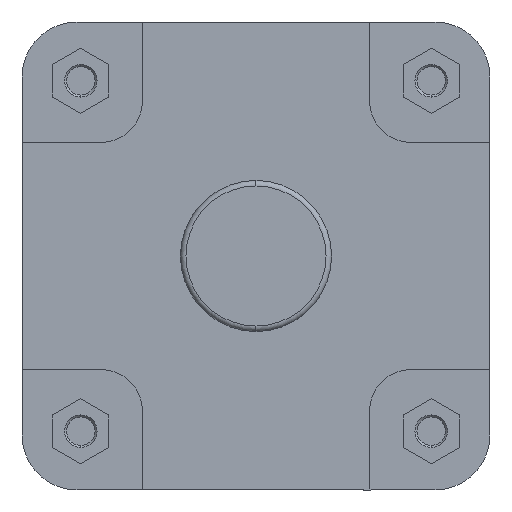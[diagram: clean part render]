
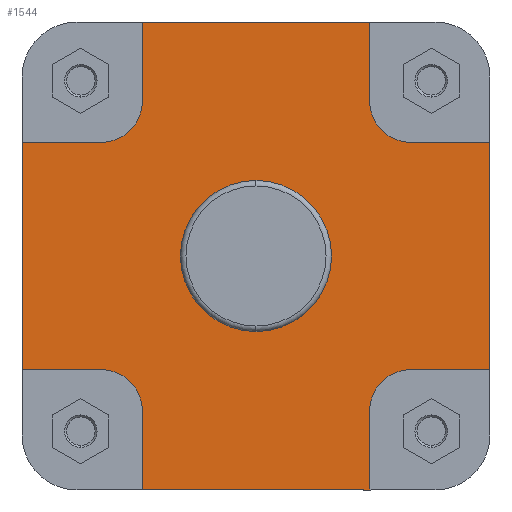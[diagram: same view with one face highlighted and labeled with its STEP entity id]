
A CAD part, left-side view. The second image highlights one B-rep face of the part: STEP entity #1544.
In plain terms, the highlighted planar face has unit normal (-1, 0, 0).
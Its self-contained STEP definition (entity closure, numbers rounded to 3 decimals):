
#14 = VERTEX_POINT ( 'NONE', #4934 ) ;
#29 = VERTEX_POINT ( 'NONE', #4949 ) ;
#82 = VERTEX_POINT ( 'NONE', #5002 ) ;
#83 = VERTEX_POINT ( 'NONE', #5003 ) ;
#84 = VERTEX_POINT ( 'NONE', #5004 ) ;
#85 = VERTEX_POINT ( 'NONE', #5005 ) ;
#86 = VERTEX_POINT ( 'NONE', #5006 ) ;
#87 = VERTEX_POINT ( 'NONE', #5007 ) ;
#88 = VERTEX_POINT ( 'NONE', #5008 ) ;
#90 = VERTEX_POINT ( 'NONE', #5010 ) ;
#92 = VERTEX_POINT ( 'NONE', #5012 ) ;
#93 = VERTEX_POINT ( 'NONE', #5013 ) ;
#423 = CIRCLE ( 'NONE', #2795, 54.9 ) ;
#557 = CIRCLE ( 'NONE', #2832, 54.9 ) ;
#927 = CARTESIAN_POINT ( 'NONE',  ( 16., 0., -54.9 ) ) ;
#945 = CARTESIAN_POINT ( 'NONE',  ( 16., -112.5, -82.5 ) ) ;
#946 = CARTESIAN_POINT ( 'NONE',  ( 16., -82.5, -112.5 ) ) ;
#1163 = CARTESIAN_POINT ( 'NONE',  ( 16., -170., 82.5 ) ) ;
#1164 = CARTESIAN_POINT ( 'NONE',  ( 16., -112.5, 82.5 ) ) ;
#1165 = CARTESIAN_POINT ( 'NONE',  ( 16., -170., -82.5 ) ) ;
#1355 = EDGE_CURVE ( 'NONE', #4700, #4701, #3986, .T. ) ;
#1356 = EDGE_CURVE ( 'NONE', #4920, #4700, #3985, .T. ) ;
#1357 = EDGE_CURVE ( 'NONE', #14, #92, #3981, .T. ) ;
#1358 = EDGE_CURVE ( 'NONE', #4701, #92, #3974, .T. ) ;
#1359 = EDGE_CURVE ( 'NONE', #4920, #4918, #3983, .T. ) ;
#1360 = EDGE_CURVE ( 'NONE', #4919, #4918, #3992, .T. ) ;
#1361 = EDGE_CURVE ( 'NONE', #82, #4919, #3996, .T. ) ;
#1362 = EDGE_CURVE ( 'NONE', #85, #82, #3995, .T. ) ;
#1363 = EDGE_CURVE ( 'NONE', #86, #85, #3994, .T. ) ;
#1364 = EDGE_CURVE ( 'NONE', #93, #86, #3999, .T. ) ;
#1365 = EDGE_CURVE ( 'NONE', #90, #93, #4003, .T. ) ;
#1366 = EDGE_CURVE ( 'NONE', #87, #90, #4002, .T. ) ;
#1367 = EDGE_CURVE ( 'NONE', #88, #87, #4001, .T. ) ;
#1368 = EDGE_CURVE ( 'NONE', #83, #88, #4006, .T. ) ;
#1369 = EDGE_CURVE ( 'NONE', #84, #83, #4010, .T. ) ;
#1370 = EDGE_CURVE ( 'NONE', #14, #84, #4009, .T. ) ;
#1544 = ADVANCED_FACE ( 'NONE', ( #4333, #4331 ), #5577, .F. ) ;
#2402 = EDGE_CURVE ( 'NONE', #29, #4682, #423, .T. ) ;
#2488 = EDGE_CURVE ( 'NONE', #4682, #29, #557, .T. ) ;
#2508 = AXIS2_PLACEMENT_3D ( 'NONE', #5081, #5088, #5089 ) ;
#2510 = AXIS2_PLACEMENT_3D ( 'NONE', #5100, #5101, #5102 ) ;
#2512 = AXIS2_PLACEMENT_3D ( 'NONE', #5109, #5110, #5111 ) ;
#2513 = AXIS2_PLACEMENT_3D ( 'NONE', #5118, #5119, #5120 ) ;
#2593 = AXIS2_PLACEMENT_3D ( 'NONE', #5568, #5578, #5579 ) ;
#2795 = AXIS2_PLACEMENT_3D ( 'NONE', #6612, #6621, #6622 ) ;
#2832 = AXIS2_PLACEMENT_3D ( 'NONE', #6824, #6832, #6833 ) ;
#3277 = EDGE_LOOP ( 'NONE', ( #3752, #3751, #3750, #3748, #3747, #3746, #3745, #3744, #3743, #3742, #3741, #3740, #3739, #3738, #3737, #3736 ) ) ;
#3509 = EDGE_LOOP ( 'NONE', ( #3754, #3753 ) ) ;
#3736 = ORIENTED_EDGE ( 'NONE', *, *, #1370, .F. ) ;
#3737 = ORIENTED_EDGE ( 'NONE', *, *, #1369, .F. ) ;
#3738 = ORIENTED_EDGE ( 'NONE', *, *, #1368, .F. ) ;
#3739 = ORIENTED_EDGE ( 'NONE', *, *, #1367, .F. ) ;
#3740 = ORIENTED_EDGE ( 'NONE', *, *, #1366, .F. ) ;
#3741 = ORIENTED_EDGE ( 'NONE', *, *, #1365, .F. ) ;
#3742 = ORIENTED_EDGE ( 'NONE', *, *, #1364, .F. ) ;
#3743 = ORIENTED_EDGE ( 'NONE', *, *, #1363, .F. ) ;
#3744 = ORIENTED_EDGE ( 'NONE', *, *, #1362, .F. ) ;
#3745 = ORIENTED_EDGE ( 'NONE', *, *, #1361, .F. ) ;
#3746 = ORIENTED_EDGE ( 'NONE', *, *, #1360, .F. ) ;
#3747 = ORIENTED_EDGE ( 'NONE', *, *, #1359, .T. ) ;
#3748 = ORIENTED_EDGE ( 'NONE', *, *, #1356, .F. ) ;
#3750 = ORIENTED_EDGE ( 'NONE', *, *, #1355, .F. ) ;
#3751 = ORIENTED_EDGE ( 'NONE', *, *, #1358, .F. ) ;
#3752 = ORIENTED_EDGE ( 'NONE', *, *, #1357, .T. ) ;
#3753 = ORIENTED_EDGE ( 'NONE', *, *, #2488, .F. ) ;
#3754 = ORIENTED_EDGE ( 'NONE', *, *, #2402, .F. ) ;
#3974 = LINE ( 'NONE', #5092, #3988 ) ;
#3981 = LINE ( 'NONE', #5090, #3987 ) ;
#3982 = VECTOR ( 'NONE', #5091, 1000. ) ;
#3983 = LINE ( 'NONE', #5094, #3990 ) ;
#3985 = LINE ( 'NONE', #5085, #3982 ) ;
#3986 = CIRCLE ( 'NONE', #2508, 30. ) ;
#3987 = VECTOR ( 'NONE', #5093, 1000. ) ;
#3988 = VECTOR ( 'NONE', #5095, 1000. ) ;
#3990 = VECTOR ( 'NONE', #5096, 1000. ) ;
#3991 = VECTOR ( 'NONE', #5104, 1000. ) ;
#3992 = LINE ( 'NONE', #5098, #3993 ) ;
#3993 = VECTOR ( 'NONE', #5099, 1000. ) ;
#3994 = LINE ( 'NONE', #5103, #3997 ) ;
#3995 = LINE ( 'NONE', #5097, #3991 ) ;
#3996 = CIRCLE ( 'NONE', #2510, 30. ) ;
#3997 = VECTOR ( 'NONE', #5105, 1000. ) ;
#3998 = VECTOR ( 'NONE', #5113, 1000. ) ;
#3999 = LINE ( 'NONE', #5107, #4000 ) ;
#4000 = VECTOR ( 'NONE', #5108, 1000. ) ;
#4001 = LINE ( 'NONE', #5112, #4004 ) ;
#4002 = LINE ( 'NONE', #5106, #3998 ) ;
#4003 = CIRCLE ( 'NONE', #2512, 30. ) ;
#4004 = VECTOR ( 'NONE', #5114, 1000. ) ;
#4005 = VECTOR ( 'NONE', #5123, 1000. ) ;
#4006 = LINE ( 'NONE', #5116, #4007 ) ;
#4007 = VECTOR ( 'NONE', #5117, 1000. ) ;
#4009 = LINE ( 'NONE', #5115, #4005 ) ;
#4010 = CIRCLE ( 'NONE', #2513, 30. ) ;
#4331 = FACE_OUTER_BOUND ( 'NONE', #3277, .T. ) ;
#4333 = FACE_BOUND ( 'NONE', #3509, .T. ) ;
#4682 = VERTEX_POINT ( 'NONE', #927 ) ;
#4700 = VERTEX_POINT ( 'NONE', #945 ) ;
#4701 = VERTEX_POINT ( 'NONE', #946 ) ;
#4918 = VERTEX_POINT ( 'NONE', #1163 ) ;
#4919 = VERTEX_POINT ( 'NONE', #1164 ) ;
#4920 = VERTEX_POINT ( 'NONE', #1165 ) ;
#4934 = CARTESIAN_POINT ( 'NONE',  ( 16., 82.5, -170. ) ) ;
#4949 = CARTESIAN_POINT ( 'NONE',  ( 16., 0., 54.9 ) ) ;
#5002 = CARTESIAN_POINT ( 'NONE',  ( 16., -82.5, 112.5 ) ) ;
#5003 = CARTESIAN_POINT ( 'NONE',  ( 16., 112.5, -82.5 ) ) ;
#5004 = CARTESIAN_POINT ( 'NONE',  ( 16., 82.5, -112.5 ) ) ;
#5005 = CARTESIAN_POINT ( 'NONE',  ( 16., -82.5, 170. ) ) ;
#5006 = CARTESIAN_POINT ( 'NONE',  ( 16., 82.5, 170. ) ) ;
#5007 = CARTESIAN_POINT ( 'NONE',  ( 16., 170., 82.5 ) ) ;
#5008 = CARTESIAN_POINT ( 'NONE',  ( 16., 170., -82.5 ) ) ;
#5010 = CARTESIAN_POINT ( 'NONE',  ( 16., 112.5, 82.5 ) ) ;
#5012 = CARTESIAN_POINT ( 'NONE',  ( 16., -82.5, -170. ) ) ;
#5013 = CARTESIAN_POINT ( 'NONE',  ( 16., 82.5, 112.5 ) ) ;
#5081 = CARTESIAN_POINT ( 'NONE',  ( 16., -112.5, -112.5 ) ) ;
#5085 = CARTESIAN_POINT ( 'NONE',  ( 16., -112.5, -82.5 ) ) ;
#5088 = DIRECTION ( 'NONE',  ( -1., 0., 0. ) ) ;
#5089 = DIRECTION ( 'NONE',  ( 0., -1., 0. ) ) ;
#5090 = CARTESIAN_POINT ( 'NONE',  ( 16., -374.141, -170. ) ) ;
#5091 = DIRECTION ( 'NONE',  ( 0., 1., 0. ) ) ;
#5092 = CARTESIAN_POINT ( 'NONE',  ( 16., -82.5, -170. ) ) ;
#5093 = DIRECTION ( 'NONE',  ( 0., -1., 0. ) ) ;
#5094 = CARTESIAN_POINT ( 'NONE',  ( 16., -170., 0. ) ) ;
#5095 = DIRECTION ( 'NONE',  ( 0., 0., -1. ) ) ;
#5096 = DIRECTION ( 'NONE',  ( 0., 0., 1. ) ) ;
#5097 = CARTESIAN_POINT ( 'NONE',  ( 16., -82.5, 112.5 ) ) ;
#5098 = CARTESIAN_POINT ( 'NONE',  ( 16., -170., 82.5 ) ) ;
#5099 = DIRECTION ( 'NONE',  ( 0., -1., 0. ) ) ;
#5100 = CARTESIAN_POINT ( 'NONE',  ( 16., -112.5, 112.5 ) ) ;
#5101 = DIRECTION ( 'NONE',  ( -1., 0., 0. ) ) ;
#5102 = DIRECTION ( 'NONE',  ( 0., 0., 1. ) ) ;
#5103 = CARTESIAN_POINT ( 'NONE',  ( 16., -374.141, 170. ) ) ;
#5104 = DIRECTION ( 'NONE',  ( 0., 0., -1. ) ) ;
#5105 = DIRECTION ( 'NONE',  ( 0., -1., 0. ) ) ;
#5106 = CARTESIAN_POINT ( 'NONE',  ( 16., 112.5, 82.5 ) ) ;
#5107 = CARTESIAN_POINT ( 'NONE',  ( 16., 82.5, 170. ) ) ;
#5108 = DIRECTION ( 'NONE',  ( 0., 0., 1. ) ) ;
#5109 = CARTESIAN_POINT ( 'NONE',  ( 16., 112.5, 112.5 ) ) ;
#5110 = DIRECTION ( 'NONE',  ( -1., 0., 0. ) ) ;
#5111 = DIRECTION ( 'NONE',  ( 0., 1., 0. ) ) ;
#5112 = CARTESIAN_POINT ( 'NONE',  ( 16., 170., 0. ) ) ;
#5113 = DIRECTION ( 'NONE',  ( 0., -1., 0. ) ) ;
#5114 = DIRECTION ( 'NONE',  ( 0., 0., 1. ) ) ;
#5115 = CARTESIAN_POINT ( 'NONE',  ( 16., 82.5, -112.5 ) ) ;
#5116 = CARTESIAN_POINT ( 'NONE',  ( 16., 170., -82.5 ) ) ;
#5117 = DIRECTION ( 'NONE',  ( 0., 1., 0. ) ) ;
#5118 = CARTESIAN_POINT ( 'NONE',  ( 16., 112.5, -112.5 ) ) ;
#5119 = DIRECTION ( 'NONE',  ( -1., 0., 0. ) ) ;
#5120 = DIRECTION ( 'NONE',  ( 0., 0., -1. ) ) ;
#5123 = DIRECTION ( 'NONE',  ( 0., 0., 1. ) ) ;
#5568 = CARTESIAN_POINT ( 'NONE',  ( 16., 54.9, 0. ) ) ;
#5577 = PLANE ( 'NONE',  #2593 ) ;
#5578 = DIRECTION ( 'NONE',  ( 1., 0., 0. ) ) ;
#5579 = DIRECTION ( 'NONE',  ( 0., 0., -1. ) ) ;
#6612 = CARTESIAN_POINT ( 'NONE',  ( 16., 0., 0. ) ) ;
#6621 = DIRECTION ( 'NONE',  ( -1., 0., 0. ) ) ;
#6622 = DIRECTION ( 'NONE',  ( 0., 0., 1. ) ) ;
#6824 = CARTESIAN_POINT ( 'NONE',  ( 16., 0., 0. ) ) ;
#6832 = DIRECTION ( 'NONE',  ( -1., 0., 0. ) ) ;
#6833 = DIRECTION ( 'NONE',  ( 0., 0., 1. ) ) ;
